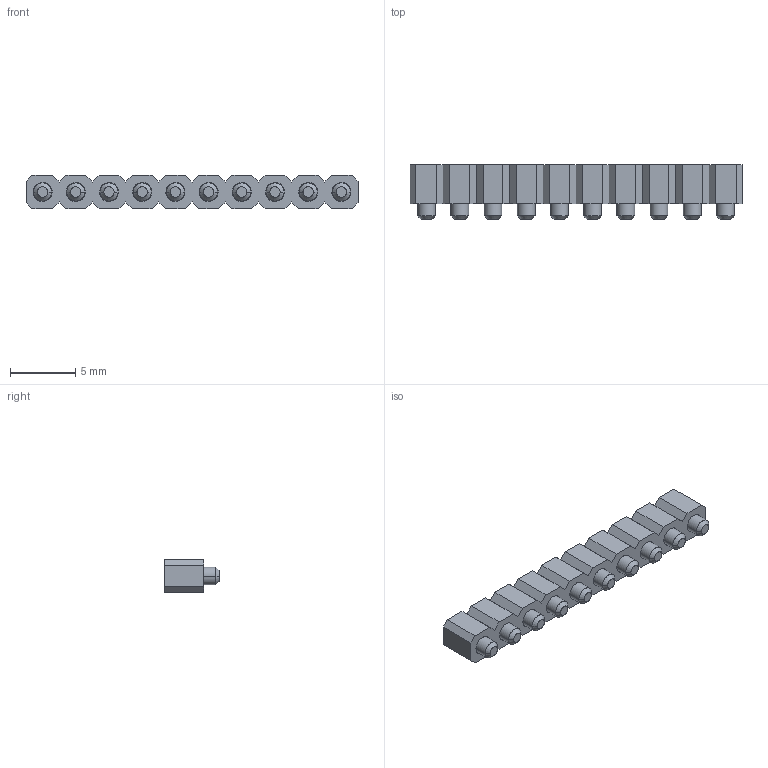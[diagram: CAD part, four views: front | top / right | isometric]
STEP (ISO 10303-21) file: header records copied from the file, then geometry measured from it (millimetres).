
FILE_DESCRIPTION( ('This file contains a STEP AP42 implementation' ,'as created by ZW3D STEP Interface translator.') ,'2;1' );
FILE_NAME( '3520-301XXMXX042X1.stp' ,'231016.1341 3', (''), ('ZWCAD Software Co.'), 'Version 1.0', 'ZW3D to STEP translator', '' );
FILE_SCHEMA(('AUTOMOTIVE_DESIGN { 1 0 10303 214 1 1 1 1 }'));
Length unit declared in the file: millimetre
Products named in the file (2): 0; 3520-30120MXX042X1
Bounding box: 25.4 x 4.2 x 2.54 mm (x, y, z)
Volume: 152.6 mm3; surface area: 770.9 mm2
Topology: 1 solids, 21 shells, 754 faces, 1896 edges, 1184 vertices
Faces by surface type: plane 294, bspline 240, cone 180, cylinder 40
Entity records: 38112 total; most frequent: CARTESIAN_POINT 24255, ORIENTED_EDGE 3812, EDGE_CURVE 1866, B_SPLINE_CURVE_WITH_KNOTS 1726, VERTEX_POINT 1184, DIRECTION 1030, EDGE_LOOP 824, FACE_OUTER_BOUND 754
